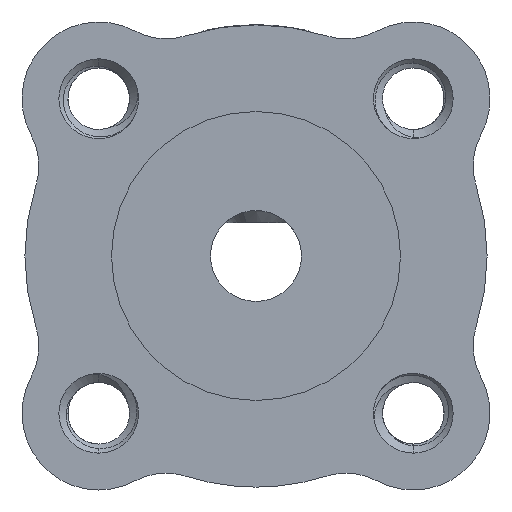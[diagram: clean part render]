
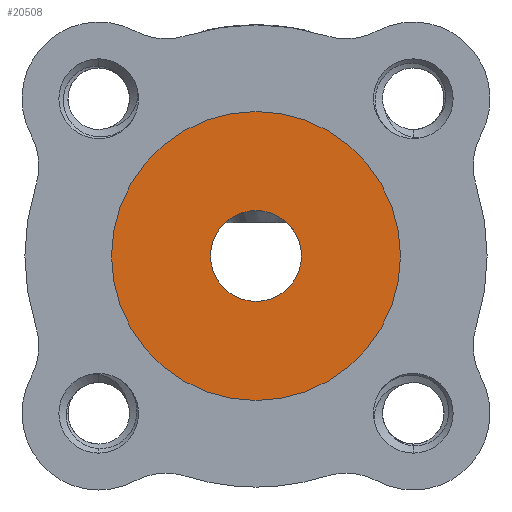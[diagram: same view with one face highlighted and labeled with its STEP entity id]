
A CAD part, front view. The second image highlights one B-rep face of the part: STEP entity #20508.
In plain terms, the highlighted planar face has unit normal (0, -1, 0).
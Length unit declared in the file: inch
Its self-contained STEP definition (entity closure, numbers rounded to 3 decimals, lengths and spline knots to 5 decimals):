
#217 = DIRECTION ( 'NONE',  ( 0., 1., 0. ) ) ;
#378 = CIRCLE ( 'NONE', #17521, 0.25 ) ;
#2037 = CARTESIAN_POINT ( 'NONE',  ( 0., 0., 0. ) ) ;
#2085 = AXIS2_PLACEMENT_3D ( 'NONE', #25262, #10693, #20834 ) ;
#2567 = DIRECTION ( 'NONE',  ( 0., 0., 1. ) ) ;
#3083 = DIRECTION ( 'NONE',  ( 0., 1., 0. ) ) ;
#4113 = DIRECTION ( 'NONE',  ( 0., 0., 1. ) ) ;
#5885 = VERTEX_POINT ( 'NONE', #9168 ) ;
#5923 = AXIS2_PLACEMENT_3D ( 'NONE', #21253, #217, #2567 ) ;
#6108 = ORIENTED_EDGE ( 'NONE', *, *, #9761, .F. ) ;
#6221 = DIRECTION ( 'NONE',  ( 0., 1., 0. ) ) ;
#6254 = DIRECTION ( 'NONE',  ( 0., 0., 1. ) ) ;
#6285 = CIRCLE ( 'NONE', #8984, 0.25 ) ;
#6597 = CARTESIAN_POINT ( 'NONE',  ( 0., 0., 0.07874 ) ) ;
#6878 = CARTESIAN_POINT ( 'NONE',  ( 0., 0., 0. ) ) ;
#7200 = EDGE_LOOP ( 'NONE', ( #12075, #6108 ) ) ;
#8742 = EDGE_CURVE ( 'NONE', #18270, #25386, #24772, .T. ) ;
#8984 = AXIS2_PLACEMENT_3D ( 'NONE', #21678, #3083, #6254 ) ;
#9168 = CARTESIAN_POINT ( 'NONE',  ( 0., 0., 0.25 ) ) ;
#9761 = EDGE_CURVE ( 'NONE', #5885, #24678, #6285, .T. ) ;
#10693 = DIRECTION ( 'NONE',  ( 0., 1., 0. ) ) ;
#10811 = ORIENTED_EDGE ( 'NONE', *, *, #20706, .T. ) ;
#12075 = ORIENTED_EDGE ( 'NONE', *, *, #12477, .F. ) ;
#12269 = CARTESIAN_POINT ( 'NONE',  ( 0., 0., -0.25 ) ) ;
#12477 = EDGE_CURVE ( 'NONE', #24678, #5885, #378, .T. ) ;
#16499 = CARTESIAN_POINT ( 'NONE',  ( 0., 0., -0.07874 ) ) ;
#17298 = DIRECTION ( 'NONE',  ( 0., 1., 0. ) ) ;
#17496 = CIRCLE ( 'NONE', #2085, 0.07874 ) ;
#17521 = AXIS2_PLACEMENT_3D ( 'NONE', #6878, #17298, #19382 ) ;
#18270 = VERTEX_POINT ( 'NONE', #16499 ) ;
#18676 = ORIENTED_EDGE ( 'NONE', *, *, #8742, .T. ) ;
#18860 = AXIS2_PLACEMENT_3D ( 'NONE', #2037, #6221, #4113 ) ;
#19010 = PLANE ( 'NONE',  #5923 ) ;
#19382 = DIRECTION ( 'NONE',  ( 0., 0., 1. ) ) ;
#20508 = ADVANCED_FACE ( 'NONE', ( #22354, #26555 ), #19010, .F. ) ;
#20706 = EDGE_CURVE ( 'NONE', #25386, #18270, #17496, .T. ) ;
#20834 = DIRECTION ( 'NONE',  ( 0., 0., 1. ) ) ;
#21129 = EDGE_LOOP ( 'NONE', ( #10811, #18676 ) ) ;
#21253 = CARTESIAN_POINT ( 'NONE',  ( 0., 0., 0. ) ) ;
#21678 = CARTESIAN_POINT ( 'NONE',  ( 0., 0., 0. ) ) ;
#22354 = FACE_BOUND ( 'NONE', #21129, .T. ) ;
#24678 = VERTEX_POINT ( 'NONE', #12269 ) ;
#24772 = CIRCLE ( 'NONE', #18860, 0.07874 ) ;
#25262 = CARTESIAN_POINT ( 'NONE',  ( 0., 0., 0. ) ) ;
#25386 = VERTEX_POINT ( 'NONE', #6597 ) ;
#26555 = FACE_OUTER_BOUND ( 'NONE', #7200, .T. ) ;
